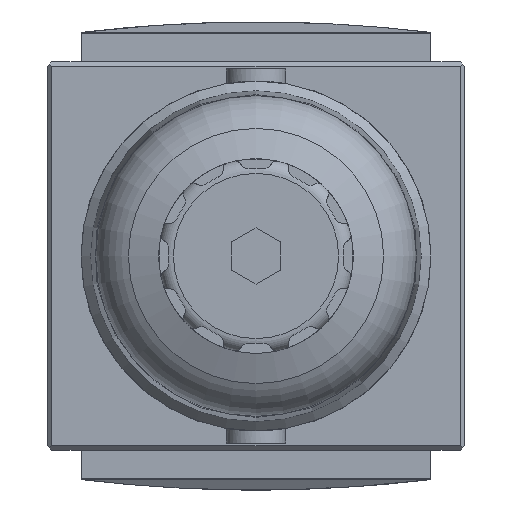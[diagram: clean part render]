
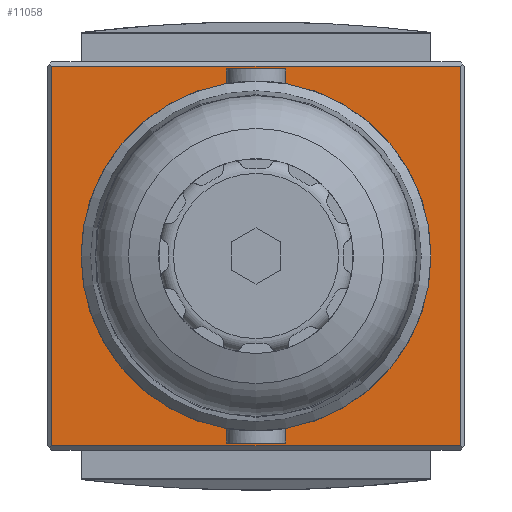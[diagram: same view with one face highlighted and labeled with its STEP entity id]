
A CAD part, front view. The second image highlights one B-rep face of the part: STEP entity #11058.
In plain terms, the highlighted planar face has unit normal (0, -1, 0).
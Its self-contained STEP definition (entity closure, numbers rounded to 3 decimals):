
#161=PLANE('',#11650);
#620=LINE('',#15503,#1350);
#621=LINE('',#15506,#1351);
#622=LINE('',#15508,#1352);
#623=LINE('',#15510,#1353);
#1350=VECTOR('',#12906,1000.);
#1351=VECTOR('',#12907,1000.);
#1352=VECTOR('',#12908,1000.);
#1353=VECTOR('',#12909,1000.);
#2587=ORIENTED_EDGE('',*,*,#4685,.F.);
#2588=ORIENTED_EDGE('',*,*,#4686,.F.);
#2589=ORIENTED_EDGE('',*,*,#4687,.T.);
#2590=ORIENTED_EDGE('',*,*,#4688,.T.);
#4685=EDGE_CURVE('',#5792,#5793,#620,.T.);
#4686=EDGE_CURVE('',#5794,#5792,#621,.T.);
#4687=EDGE_CURVE('',#5794,#5795,#622,.T.);
#4688=EDGE_CURVE('',#5795,#5793,#623,.T.);
#5792=VERTEX_POINT('',#15504);
#5793=VERTEX_POINT('',#15505);
#5794=VERTEX_POINT('',#15507);
#5795=VERTEX_POINT('',#15509);
#6831=EDGE_LOOP('',(#2587,#2588,#2589,#2590));
#7319=FACE_BOUND('',#6831,.T.);
#11058=ADVANCED_FACE('',(#7319),#161,.F.);
#11650=AXIS2_PLACEMENT_3D('',#15502,#12904,#12905);
#12904=DIRECTION('',(0.,1.,0.));
#12905=DIRECTION('',(0.,0.,1.));
#12906=DIRECTION('',(-1.,0.,0.));
#12907=DIRECTION('',(0.,0.,-1.));
#12908=DIRECTION('',(-1.,0.,0.));
#12909=DIRECTION('',(0.,0.,-1.));
#15502=CARTESIAN_POINT('',(-21.,0.,20.));
#15503=CARTESIAN_POINT('',(21.5,0.,-19.5));
#15504=CARTESIAN_POINT('',(21.,0.,-19.5));
#15505=CARTESIAN_POINT('',(-21.,0.,-19.5));
#15506=CARTESIAN_POINT('',(21.,0.,20.));
#15507=CARTESIAN_POINT('',(21.,0.,19.5));
#15508=CARTESIAN_POINT('',(21.5,0.,19.5));
#15509=CARTESIAN_POINT('',(-21.,0.,19.5));
#15510=CARTESIAN_POINT('',(-21.,0.,20.));
